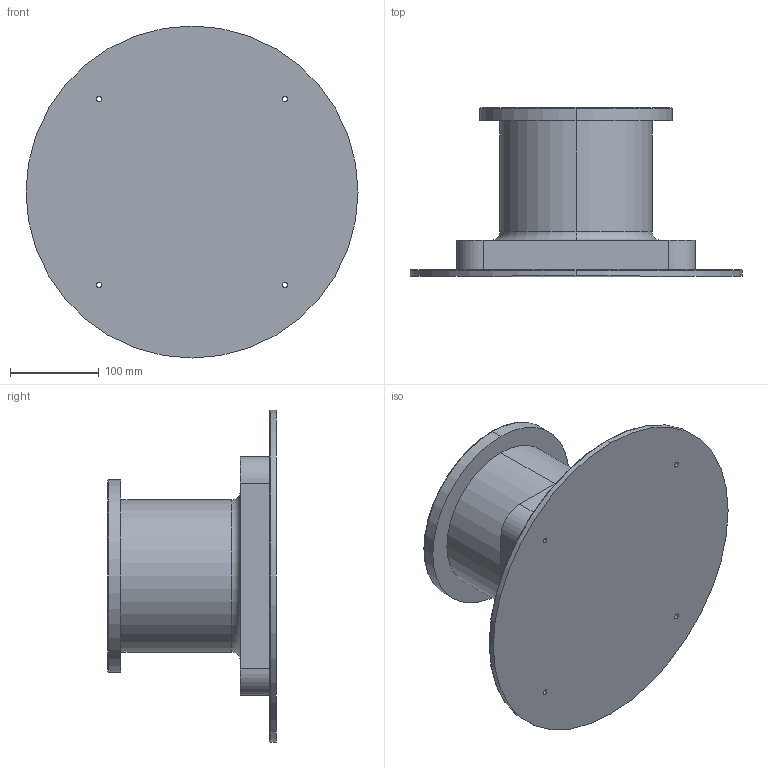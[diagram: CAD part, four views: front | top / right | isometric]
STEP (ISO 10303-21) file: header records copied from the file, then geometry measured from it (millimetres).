
FILE_DESCRIPTION (( 'STEP AP203' ), '1' );
FILE_NAME ('Part1_Default_sldprt.STEP', '2025-02-11T17:07:27', ( '' ), ( '' ), 'SwSTEP 2.0', 'SolidWorks 2019', '' );
FILE_SCHEMA (( 'CONFIG_CONTROL_DESIGN' ));
Length unit declared in the file: millimetre
Products named in the file (1): Part1_Default_sldprt
Bounding box: 375 x 190.5 x 375 mm (x, y, z)
Volume: 4994540.4 mm3; surface area: 431423.4 mm2
Topology: 1 solids, 1 shells, 36 faces, 84 edges, 54 vertices
Faces by surface type: cylinder 20, plane 10, torus 6
Entity records: 1145 total; most frequent: DIRECTION 210, CARTESIAN_POINT 175, ORIENTED_EDGE 168, AXIS2_PLACEMENT_3D 89, EDGE_CURVE 84, VERTEX_POINT 54, CIRCLE 52, EDGE_LOOP 48
